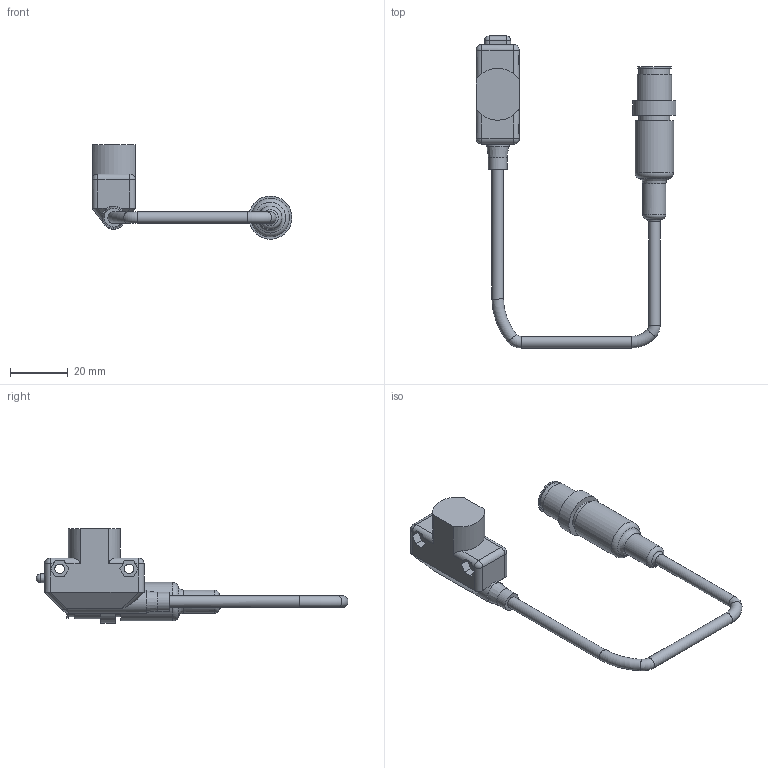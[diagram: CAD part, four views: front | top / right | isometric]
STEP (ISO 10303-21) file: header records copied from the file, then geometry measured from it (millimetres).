
FILE_DESCRIPTION((''),'2;1');
FILE_NAME('ML17 Pigtailed-2.stp','2011-02-23T10:15:48',('zboeshart'),(''),'Autodesk Inventor LT ','Autodesk Inventor LT ','');
FILE_SCHEMA(('AUTOMOTIVE_DESIGN { 1 0 10303 214 1 1 1 1 }'));
Length unit declared in the file: millimetre
Products named in the file (1): ML17 Pigtailed-2
Bounding box: 69.34 x 108.25 x 32.8 mm (x, y, z)
Volume: 17049.5 mm3; surface area: 9182.3 mm2
Topology: 2 solids, 2 shells, 104 faces, 256 edges, 159 vertices
Faces by surface type: plane 52, cylinder 35, torus 7, sphere 6, bspline 3, cone 1
Full cylindrical faces by diameter (mm): 3.3 x2, 4 x3, 6.5 x1, 8 x2, 10.625 x2, 11.125 x1, 11.625 x1, 12 x1, 13.35 x1, 15 x1
Entity records: 3475 total; most frequent: CARTESIAN_POINT 1002, DIRECTION 476, ORIENTED_EDGE 446, EDGE_CURVE 223, AXIS2_PLACEMENT_3D 175, VERTEX_POINT 154, EDGE_LOOP 141, VECTOR 126
